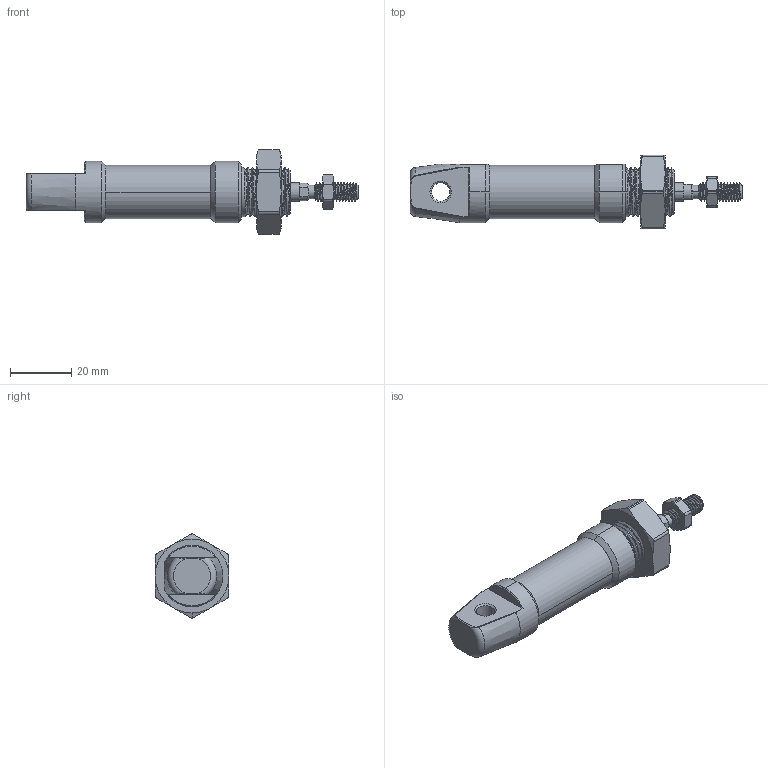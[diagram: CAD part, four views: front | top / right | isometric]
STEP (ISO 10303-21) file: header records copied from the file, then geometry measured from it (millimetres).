
FILE_DESCRIPTION (( 'STEP AP214' ), '1' );
FILE_NAME ('U016 0000 0106.STEP', '2021-04-28T09:16:51', ( '' ), ( '' ), 'SwSTEP 2.0', 'SolidWorks 2019', '' );
FILE_SCHEMA (( 'AUTOMOTIVE_DESIGN' ));
Length unit declared in the file: millimetre
Products named in the file (15): Stempeltætning_Z81610N3580; Afstryger (12-25)_EL 0058N3582; 9006-34_9006-34-0; Leje_PAP0608P11; Bolt-DIN912_M4x30; 9016-35-R_9016-35-0; 1016-01; 1016-06; Magnet_9316; Stempelstangsmøtrik_U1901430; U016 0000 0106; 9016-36UB2A; Dæmpeskiver_9016-43; Oring_ORING 14 X 1; Halsmøtrik_U1901402
Assembly tree (18 placements, depth 2):
  U016 0000 0106
    9006-34_9006-34-0
    1016-06
    9016-35-R_9016-35-0
    1016-01
    Afstryger (12-25)_EL 0058N3582
    9016-36UB2A  x2
    Leje_PAP0608P11
    Magnet_9316
    Oring_ORING 14 X 1  x2
    Stempeltætning_Z81610N3580  x2
    Bolt-DIN912_M4x30
    Dæmpeskiver_9016-43  x2
    Halsmøtrik_U1901402
    Stempelstangsmøtrik_U1901430
Bounding box: 108 x 24 x 27.4 mm (x, y, z)
Volume: 20564 mm3; surface area: 19779.4 mm2
Topology: 18 solids, 18 shells, 614 faces, 1449 edges, 895 vertices
Faces by surface type: cylinder 280, cone 150, plane 97, torus 64, bspline 23
Entity records: 30086 total; most frequent: CARTESIAN_POINT 17490, ORIENTED_EDGE 2598, DIRECTION 2326, EDGE_CURVE 1299, AXIS2_PLACEMENT_3D 963, VERTEX_POINT 811, EDGE_LOOP 594, FACE_OUTER_BOUND 541
